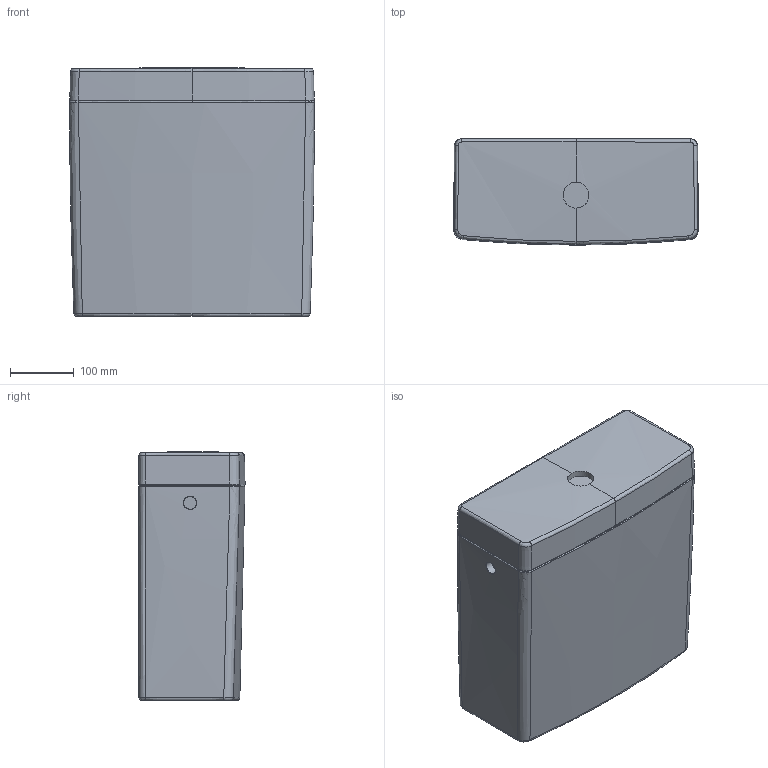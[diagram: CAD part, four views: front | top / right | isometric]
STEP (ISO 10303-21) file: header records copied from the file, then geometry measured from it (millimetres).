
FILE_DESCRIPTION(/* description */ (''),/* implementation_level */ '2;1');
FILE_NAME(/* name */ 'model1.stp',/* time_stamp */ '2019-01-09T09:43:25+01:00',/* author */ (''),/* organization */ (''),/* preprocessor_version */ 'ST-DEVELOPER v16',/* originating_system */ 'SIEMENS PLM Software NX 10.0',/* authorisation */ '');
FILE_SCHEMA (('AUTOMOTIVE_DESIGN { 1 0 10303 214 3 1 1 1 }'));
Length unit declared in the file: millimetre
Products named in the file (1): Sier179423C01utm
Bounding box: 383.14 x 166.37 x 389.98 mm (x, y, z)
Volume: 23325438.2 mm3; surface area: 525423.7 mm2
Topology: 1 solids, 1 shells, 82 faces, 198 edges, 120 vertices
Faces by surface type: bspline 52, plane 16, cylinder 11, extrusion 3
Full cylindrical faces by diameter (mm): 20 x2, 40.6 x1
Entity records: 4065 total; most frequent: CARTESIAN_POINT 2623, ORIENTED_EDGE 380, EDGE_CURVE 190, DIRECTION 157, VERTEX_POINT 117, B_SPLINE_CURVE_WITH_KNOTS 116, EDGE_LOOP 89, ADVANCED_FACE 82
